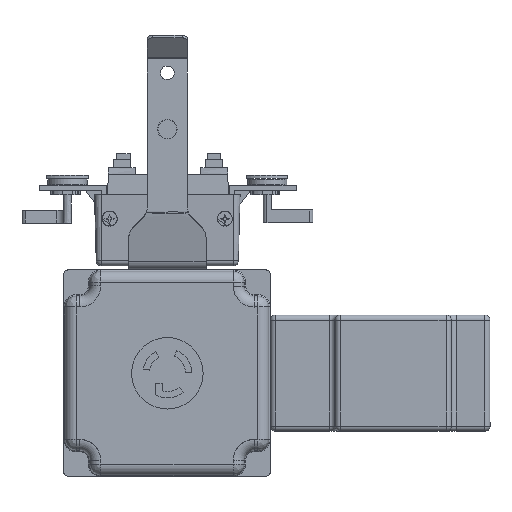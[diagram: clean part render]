
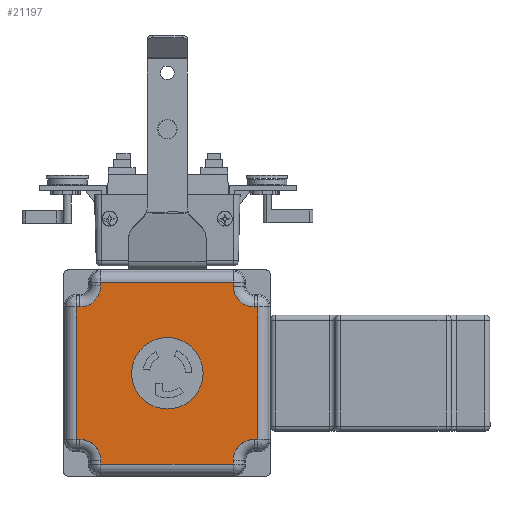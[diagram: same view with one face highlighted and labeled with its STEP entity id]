
A CAD part, front view. The second image highlights one B-rep face of the part: STEP entity #21197.
In plain terms, the highlighted planar face has unit normal (0, -1, 0).
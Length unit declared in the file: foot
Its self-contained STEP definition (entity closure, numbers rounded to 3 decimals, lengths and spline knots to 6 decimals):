
#2507=LINE('',#38522,#4639);
#2508=LINE('',#38524,#4640);
#2509=LINE('',#38526,#4641);
#2510=LINE('',#38530,#4642);
#2511=LINE('',#38532,#4643);
#2512=LINE('',#38534,#4644);
#2513=LINE('',#38538,#4645);
#2514=LINE('',#38540,#4646);
#2515=LINE('',#38542,#4647);
#2516=LINE('',#38546,#4648);
#2517=LINE('',#38548,#4649);
#2518=LINE('',#38549,#4650);
#4639=VECTOR('',#30065,1.);
#4640=VECTOR('',#30066,1.);
#4641=VECTOR('',#30067,1.);
#4642=VECTOR('',#30070,1.);
#4643=VECTOR('',#30071,1.);
#4644=VECTOR('',#30072,1.);
#4645=VECTOR('',#30075,1.);
#4646=VECTOR('',#30076,1.);
#4647=VECTOR('',#30077,1.);
#4648=VECTOR('',#30080,1.);
#4649=VECTOR('',#30081,1.);
#4650=VECTOR('',#30082,1.);
#5622=FACE_BOUND('',#8069,.T.);
#6663=FACE_OUTER_BOUND('',#8068,.T.);
#8068=EDGE_LOOP('',(#17873,#17874,#17875,#17876,#17877,#17878,#17879,#17880,
#17881,#17882,#17883,#17884,#17885,#17886,#17887,#17888));
#8069=EDGE_LOOP('',(#17889));
#8899=CIRCLE('',#24864,0.033851);
#8900=CIRCLE('',#24865,0.033851);
#8901=CIRCLE('',#24866,0.033851);
#8902=CIRCLE('',#24867,0.033851);
#8903=CIRCLE('',#24868,0.057643);
#10322=VERTEX_POINT('',#38518);
#10323=VERTEX_POINT('',#38519);
#10324=VERTEX_POINT('',#38521);
#10325=VERTEX_POINT('',#38523);
#10326=VERTEX_POINT('',#38525);
#10327=VERTEX_POINT('',#38527);
#10328=VERTEX_POINT('',#38529);
#10329=VERTEX_POINT('',#38531);
#10330=VERTEX_POINT('',#38533);
#10331=VERTEX_POINT('',#38535);
#10332=VERTEX_POINT('',#38537);
#10333=VERTEX_POINT('',#38539);
#10334=VERTEX_POINT('',#38541);
#10335=VERTEX_POINT('',#38543);
#10336=VERTEX_POINT('',#38545);
#10337=VERTEX_POINT('',#38547);
#10338=VERTEX_POINT('',#38550);
#12875=EDGE_CURVE('',#10322,#10323,#8899,.T.);
#12876=EDGE_CURVE('',#10323,#10324,#2507,.T.);
#12877=EDGE_CURVE('',#10324,#10325,#2508,.T.);
#12878=EDGE_CURVE('',#10325,#10326,#2509,.T.);
#12879=EDGE_CURVE('',#10326,#10327,#8900,.T.);
#12880=EDGE_CURVE('',#10327,#10328,#2510,.T.);
#12881=EDGE_CURVE('',#10328,#10329,#2511,.T.);
#12882=EDGE_CURVE('',#10329,#10330,#2512,.T.);
#12883=EDGE_CURVE('',#10330,#10331,#8901,.T.);
#12884=EDGE_CURVE('',#10331,#10332,#2513,.T.);
#12885=EDGE_CURVE('',#10332,#10333,#2514,.T.);
#12886=EDGE_CURVE('',#10333,#10334,#2515,.T.);
#12887=EDGE_CURVE('',#10334,#10335,#8902,.T.);
#12888=EDGE_CURVE('',#10335,#10336,#2516,.T.);
#12889=EDGE_CURVE('',#10336,#10337,#2517,.T.);
#12890=EDGE_CURVE('',#10337,#10322,#2518,.T.);
#12891=EDGE_CURVE('',#10338,#10338,#8903,.T.);
#17873=ORIENTED_EDGE('',*,*,#12875,.T.);
#17874=ORIENTED_EDGE('',*,*,#12876,.T.);
#17875=ORIENTED_EDGE('',*,*,#12877,.T.);
#17876=ORIENTED_EDGE('',*,*,#12878,.T.);
#17877=ORIENTED_EDGE('',*,*,#12879,.T.);
#17878=ORIENTED_EDGE('',*,*,#12880,.T.);
#17879=ORIENTED_EDGE('',*,*,#12881,.T.);
#17880=ORIENTED_EDGE('',*,*,#12882,.T.);
#17881=ORIENTED_EDGE('',*,*,#12883,.T.);
#17882=ORIENTED_EDGE('',*,*,#12884,.T.);
#17883=ORIENTED_EDGE('',*,*,#12885,.T.);
#17884=ORIENTED_EDGE('',*,*,#12886,.T.);
#17885=ORIENTED_EDGE('',*,*,#12887,.T.);
#17886=ORIENTED_EDGE('',*,*,#12888,.T.);
#17887=ORIENTED_EDGE('',*,*,#12889,.T.);
#17888=ORIENTED_EDGE('',*,*,#12890,.T.);
#17889=ORIENTED_EDGE('',*,*,#12891,.T.);
#19932=PLANE('',#24863);
#21197=ADVANCED_FACE('',(#6663,#5622),#19932,.T.);
#24863=AXIS2_PLACEMENT_3D('',#38517,#30061,#30062);
#24864=AXIS2_PLACEMENT_3D('',#38520,#30063,#30064);
#24865=AXIS2_PLACEMENT_3D('',#38528,#30068,#30069);
#24866=AXIS2_PLACEMENT_3D('',#38536,#30073,#30074);
#24867=AXIS2_PLACEMENT_3D('',#38544,#30078,#30079);
#24868=AXIS2_PLACEMENT_3D('',#38551,#30083,#30084);
#30061=DIRECTION('center_axis',(0.,-1.,0.));
#30062=DIRECTION('ref_axis',(0.,0.,-1.));
#30063=DIRECTION('center_axis',(0.,1.,0.));
#30064=DIRECTION('ref_axis',(1.,0.,0.));
#30065=DIRECTION('',(0.,0.,1.));
#30066=DIRECTION('',(-1.,0.,0.));
#30067=DIRECTION('',(0.,0.,-1.));
#30068=DIRECTION('center_axis',(0.,1.,0.));
#30069=DIRECTION('ref_axis',(1.,0.,0.));
#30070=DIRECTION('',(-1.,0.,0.));
#30071=DIRECTION('',(0.,0.,-1.));
#30072=DIRECTION('',(1.,0.,0.));
#30073=DIRECTION('center_axis',(0.,1.,0.));
#30074=DIRECTION('ref_axis',(1.,0.,0.));
#30075=DIRECTION('',(0.,0.,-1.));
#30076=DIRECTION('',(1.,0.,0.));
#30077=DIRECTION('',(0.,0.,1.));
#30078=DIRECTION('center_axis',(0.,1.,0.));
#30079=DIRECTION('ref_axis',(1.,0.,0.));
#30080=DIRECTION('',(1.,0.,0.));
#30081=DIRECTION('',(0.,0.,1.));
#30082=DIRECTION('',(-1.,0.,0.));
#30083=DIRECTION('center_axis',(0.,1.,0.));
#30084=DIRECTION('ref_axis',(1.,0.,0.));
#38517=CARTESIAN_POINT('Origin',(0.173848,-0.094672,
-0.1896));
#38518=CARTESIAN_POINT('',(0.139997,-0.094672,-0.223451));
#38519=CARTESIAN_POINT('',(0.106147,-0.094672,-0.1896));
#38520=CARTESIAN_POINT('Origin',(0.139997,-0.094672,
-0.1896));
#38521=CARTESIAN_POINT('',(0.106147,-0.094672,-0.183374));
#38522=CARTESIAN_POINT('',(0.106147,-0.094672,-0.1896));
#38523=CARTESIAN_POINT('',(-0.107382,-0.094672,-0.183374));
#38524=CARTESIAN_POINT('',(0.106147,-0.094672,-0.183374));
#38525=CARTESIAN_POINT('',(-0.107402,-0.094672,-0.1896));
#38526=CARTESIAN_POINT('',(-0.107382,-0.094672,-0.183374));
#38527=CARTESIAN_POINT('',(-0.141253,-0.094672,-0.223451));
#38528=CARTESIAN_POINT('Origin',(-0.141253,-0.094672,
-0.1896));
#38529=CARTESIAN_POINT('',(-0.147214,-0.094672,-0.223451));
#38530=CARTESIAN_POINT('',(-0.141253,-0.094672,-0.223451));
#38531=CARTESIAN_POINT('',(-0.147214,-0.094672,-0.436918));
#38532=CARTESIAN_POINT('',(-0.147214,-0.094672,-0.223451));
#38533=CARTESIAN_POINT('',(-0.141253,-0.094672,-0.436918));
#38534=CARTESIAN_POINT('',(-0.147214,-0.094672,-0.436918));
#38535=CARTESIAN_POINT('',(-0.107382,-0.094672,-0.470778));
#38536=CARTESIAN_POINT('Origin',(-0.141253,-0.094672,
-0.470769));
#38537=CARTESIAN_POINT('',(-0.107382,-0.094672,-0.476995));
#38538=CARTESIAN_POINT('',(-0.107382,-0.094672,-0.470778));
#38539=CARTESIAN_POINT('',(0.106147,-0.094672,-0.476995));
#38540=CARTESIAN_POINT('',(-0.107382,-0.094672,-0.476995));
#38541=CARTESIAN_POINT('',(0.106147,-0.094672,-0.470769));
#38542=CARTESIAN_POINT('',(0.106147,-0.094672,-0.476995));
#38543=CARTESIAN_POINT('',(0.139997,-0.094672,-0.436918));
#38544=CARTESIAN_POINT('Origin',(0.139997,-0.094672,
-0.470769));
#38545=CARTESIAN_POINT('',(0.145959,-0.094672,-0.436918));
#38546=CARTESIAN_POINT('',(0.139997,-0.094672,-0.436918));
#38547=CARTESIAN_POINT('',(0.145959,-0.094672,-0.223451));
#38548=CARTESIAN_POINT('',(0.145959,-0.094672,-0.436918));
#38549=CARTESIAN_POINT('',(0.145959,-0.094672,-0.223451));
#38550=CARTESIAN_POINT('',(-0.057674,-0.094672,-0.330344));
#38551=CARTESIAN_POINT('Origin',(-0.000031,-0.094672,
-0.330344));
